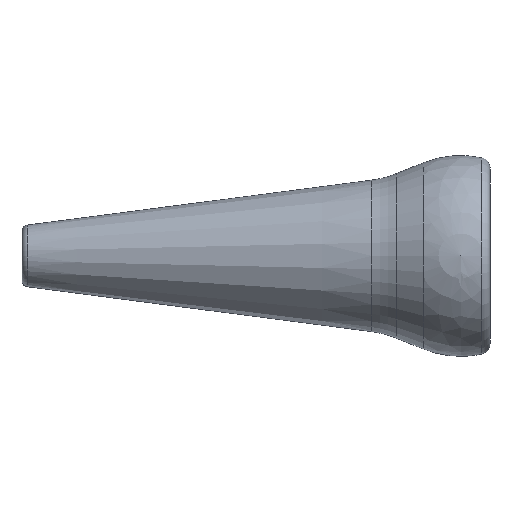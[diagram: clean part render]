
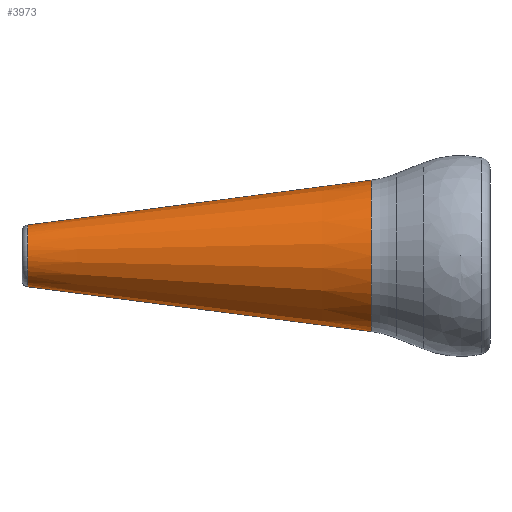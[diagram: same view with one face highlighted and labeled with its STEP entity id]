
A CAD part, front view. The second image highlights one B-rep face of the part: STEP entity #3973.
In plain terms, the highlighted conical face has half-angle 7.434 degrees and reference radius 3.81 mm.
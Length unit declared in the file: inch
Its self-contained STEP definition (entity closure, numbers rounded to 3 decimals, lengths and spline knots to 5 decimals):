
#164 = DIRECTION ( 'NONE',  ( 0.992, 0., 0.129 ) ) ;
#165 = VECTOR ( 'NONE', #164, 39.37008 ) ;
#171 = CARTESIAN_POINT ( 'NONE',  ( -2.24801, 0., 0.15 ) ) ;
#172 = LINE ( 'NONE', #171, #165 ) ;
#194 = CARTESIAN_POINT ( 'NONE',  ( -2.24801, 0., 0. ) ) ;
#195 = AXIS2_PLACEMENT_3D ( 'NONE', #194, #222, #221 ) ;
#196 = CIRCLE ( 'NONE', #195, 0.15 ) ;
#215 = DIRECTION ( 'NONE',  ( 0.992, 0., -0.129 ) ) ;
#216 = VECTOR ( 'NONE', #215, 39.37008 ) ;
#217 = CARTESIAN_POINT ( 'NONE',  ( -2.24801, 0., -0.15 ) ) ;
#218 = LINE ( 'NONE', #217, #216 ) ;
#220 = CARTESIAN_POINT ( 'NONE',  ( -2.24801, 0., -0.15 ) ) ;
#221 = DIRECTION ( 'NONE',  ( 0., 0., -1. ) ) ;
#222 = DIRECTION ( 'NONE',  ( 1., 0., 0. ) ) ;
#264 = CARTESIAN_POINT ( 'NONE',  ( -2.24801, 0., 0.15 ) ) ;
#349 = FACE_OUTER_BOUND ( 'NONE', #3974, .T. ) ;
#351 = CARTESIAN_POINT ( 'NONE',  ( -2.24801, 0., 0. ) ) ;
#352 = AXIS2_PLACEMENT_3D ( 'NONE', #351, #399, #398 ) ;
#353 = CONICAL_SURFACE ( 'NONE', #352, 0.15, 0.13 ) ;
#398 = DIRECTION ( 'NONE',  ( 0., 0., -1. ) ) ;
#399 = DIRECTION ( 'NONE',  ( 1., 0., 0. ) ) ;
#3897 = EDGE_CURVE ( 'NONE', #3949, #4044, #172, .T. ) ;
#3909 = ORIENTED_EDGE ( 'NONE', *, *, #3910, .T. ) ;
#3910 = EDGE_CURVE ( 'NONE', #3949, #3911, #196, .T. ) ;
#3911 = VERTEX_POINT ( 'NONE', #220 ) ;
#3912 = ORIENTED_EDGE ( 'NONE', *, *, #3913, .T. ) ;
#3913 = EDGE_CURVE ( 'NONE', #3911, #4047, #218, .T. ) ;
#3914 = ORIENTED_EDGE ( 'NONE', *, *, #4046, .F. ) ;
#3949 = VERTEX_POINT ( 'NONE', #264 ) ;
#3973 = ADVANCED_FACE ( 'NONE', ( #349 ), #353, .T. ) ;
#3974 = EDGE_LOOP ( 'NONE', ( #3975, #3909, #3912, #3914 ) ) ;
#3975 = ORIENTED_EDGE ( 'NONE', *, *, #3897, .F. ) ;
#4044 = VERTEX_POINT ( 'NONE', #4478 ) ;
#4046 = EDGE_CURVE ( 'NONE', #4044, #4047, #4511, .T. ) ;
#4047 = VERTEX_POINT ( 'NONE', #4503 ) ;
#4478 = CARTESIAN_POINT ( 'NONE',  ( -0.57657, 0., 0.36808 ) ) ;
#4503 = CARTESIAN_POINT ( 'NONE',  ( -0.57657, 0., -0.36808 ) ) ;
#4504 = DIRECTION ( 'NONE',  ( 0., 0., -1. ) ) ;
#4505 = DIRECTION ( 'NONE',  ( 1., 0., 0. ) ) ;
#4506 = AXIS2_PLACEMENT_3D ( 'NONE', #4510, #4505, #4504 ) ;
#4510 = CARTESIAN_POINT ( 'NONE',  ( -0.57657, 0., 0. ) ) ;
#4511 = CIRCLE ( 'NONE', #4506, 0.36808 ) ;
